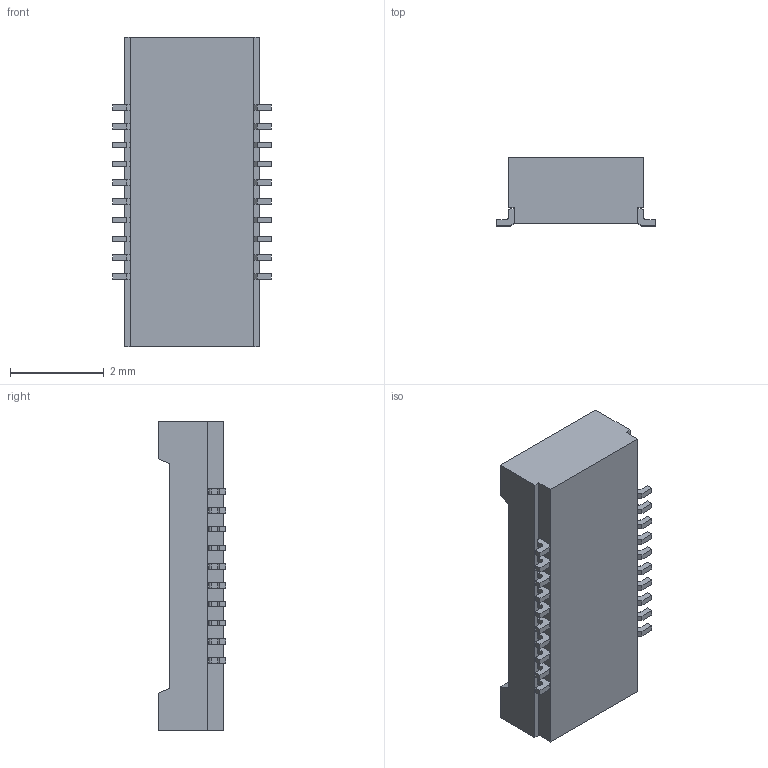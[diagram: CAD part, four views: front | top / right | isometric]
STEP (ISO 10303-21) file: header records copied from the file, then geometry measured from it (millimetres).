
FILE_DESCRIPTION(('OneSpaceDesigner STEP Export'),'2;1');
FILE_NAME('DF40C-20DS.stp','2006-09-25T18:26:23',(''),(''),'OneSpace Designer STEP processor (Jan. 2003) for AP214(CD)(Solid Model)','OneSpace Designer 12.00 10-Sep-2003 (C) CoCreate Software GmbH','');
FILE_SCHEMA(('AUTOMOTIVE_DESIGN_CC2 {1 2 10303 214 -1 1 5 1}'));
Length unit declared in the file: millimetre
Products named in the file (2): DF40C-20DS-0.4V
Assembly tree (1 placements, depth 2):
  DF40C-20DS-0.4V
    DF40C-20DS-0.4V
Bounding box: 3.38 x 1.45 x 6.6 mm (x, y, z)
Volume: 16.5 mm3; surface area: 90.8 mm2
Topology: 1 solids, 1 shells, 533 faces, 1424 edges, 936 vertices
Faces by surface type: plane 409, cylinder 112, cone 12
Entity records: 15987 total; most frequent: ORIENTED_EDGE 2848, CARTESIAN_POINT 2795, DIRECTION 2538, EDGE_CURVE 1424, VECTOR 1180, LINE 1180, VERTEX_POINT 936, AXIS2_PLACEMENT_3D 679
